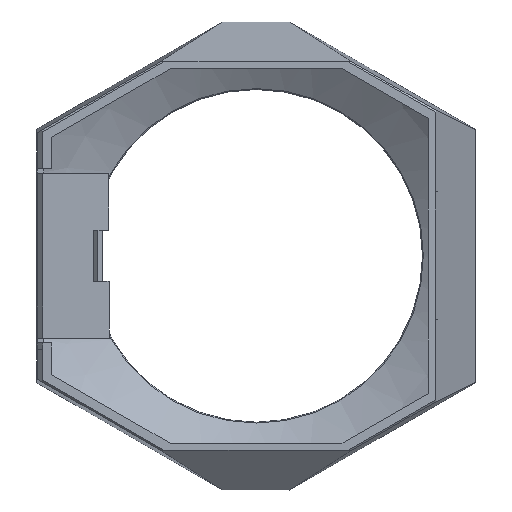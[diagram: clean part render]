
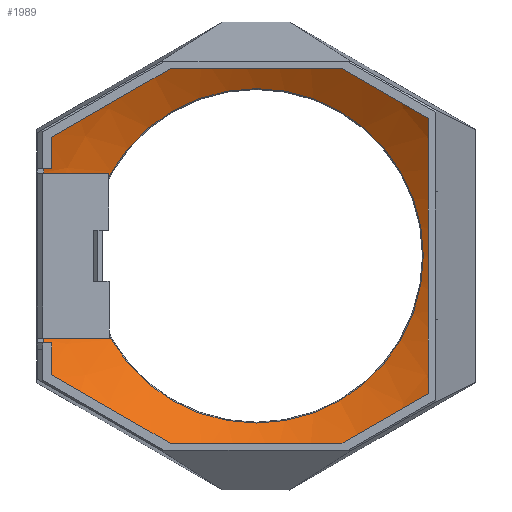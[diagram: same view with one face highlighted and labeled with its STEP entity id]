
A CAD part, front view. The second image highlights one B-rep face of the part: STEP entity #1989.
In plain terms, the highlighted spherical face has radius 115.1 mm.
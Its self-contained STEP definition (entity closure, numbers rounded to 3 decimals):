
#19=SPHERICAL_SURFACE('',#2115,115.1);
#655=FACE_OUTER_BOUND('',#762,.T.);
#762=EDGE_LOOP('',(#1461,#1462,#1463,#1464,#1465,#1466,#1467,#1468,#1469,
#1470,#1471,#1472,#1473));
#860=CIRCLE('',#2112,52.273);
#862=CIRCLE('',#2114,52.273);
#863=CIRCLE('',#2116,91.74);
#864=CIRCLE('',#2117,88.043);
#865=CIRCLE('',#2118,91.734);
#866=CIRCLE('',#2119,91.949);
#867=CIRCLE('',#2120,91.79);
#868=CIRCLE('',#2121,88.092);
#869=CIRCLE('',#2122,91.803);
#870=CIRCLE('',#2123,94.351);
#871=CIRCLE('',#2124,115.1);
#872=CIRCLE('',#2125,94.351);
#931=VERTEX_POINT('',#3375);
#932=VERTEX_POINT('',#3376);
#933=VERTEX_POINT('',#3381);
#934=VERTEX_POINT('',#3382);
#935=VERTEX_POINT('',#3384);
#936=VERTEX_POINT('',#3386);
#937=VERTEX_POINT('',#3388);
#938=VERTEX_POINT('',#3390);
#939=VERTEX_POINT('',#3392);
#940=VERTEX_POINT('',#3394);
#941=VERTEX_POINT('',#3396);
#1134=EDGE_CURVE('',#931,#932,#860,.T.);
#1136=EDGE_CURVE('',#932,#931,#862,.T.);
#1137=EDGE_CURVE('',#933,#934,#863,.F.);
#1138=EDGE_CURVE('',#935,#933,#864,.F.);
#1139=EDGE_CURVE('',#936,#935,#865,.F.);
#1140=EDGE_CURVE('',#937,#936,#866,.F.);
#1141=EDGE_CURVE('',#938,#937,#867,.F.);
#1142=EDGE_CURVE('',#939,#938,#868,.F.);
#1143=EDGE_CURVE('',#940,#939,#869,.F.);
#1144=EDGE_CURVE('',#941,#940,#870,.T.);
#1145=EDGE_CURVE('',#941,#931,#871,.T.);
#1146=EDGE_CURVE('',#934,#941,#872,.T.);
#1461=ORIENTED_EDGE('',*,*,#1137,.F.);
#1462=ORIENTED_EDGE('',*,*,#1138,.F.);
#1463=ORIENTED_EDGE('',*,*,#1139,.F.);
#1464=ORIENTED_EDGE('',*,*,#1140,.F.);
#1465=ORIENTED_EDGE('',*,*,#1141,.F.);
#1466=ORIENTED_EDGE('',*,*,#1142,.F.);
#1467=ORIENTED_EDGE('',*,*,#1143,.F.);
#1468=ORIENTED_EDGE('',*,*,#1144,.F.);
#1469=ORIENTED_EDGE('',*,*,#1145,.T.);
#1470=ORIENTED_EDGE('',*,*,#1136,.F.);
#1471=ORIENTED_EDGE('',*,*,#1134,.F.);
#1472=ORIENTED_EDGE('',*,*,#1145,.F.);
#1473=ORIENTED_EDGE('',*,*,#1146,.F.);
#1989=ADVANCED_FACE('',(#655),#19,.F.);
#2112=AXIS2_PLACEMENT_3D('',#3377,#2306,#2307);
#2114=AXIS2_PLACEMENT_3D('',#3379,#2310,#2311);
#2115=AXIS2_PLACEMENT_3D('',#3380,#2312,#2313);
#2116=AXIS2_PLACEMENT_3D('',#3383,#2314,#2315);
#2117=AXIS2_PLACEMENT_3D('',#3385,#2316,#2317);
#2118=AXIS2_PLACEMENT_3D('',#3387,#2318,#2319);
#2119=AXIS2_PLACEMENT_3D('',#3389,#2320,#2321);
#2120=AXIS2_PLACEMENT_3D('',#3391,#2322,#2323);
#2121=AXIS2_PLACEMENT_3D('',#3393,#2324,#2325);
#2122=AXIS2_PLACEMENT_3D('',#3395,#2326,#2327);
#2123=AXIS2_PLACEMENT_3D('',#3397,#2328,#2329);
#2124=AXIS2_PLACEMENT_3D('',#3398,#2330,#2331);
#2125=AXIS2_PLACEMENT_3D('',#3399,#2332,#2333);
#2306=DIRECTION('center_axis',(0.,-1.,0.));
#2307=DIRECTION('ref_axis',(1.,0.,0.));
#2310=DIRECTION('center_axis',(0.,-1.,0.));
#2311=DIRECTION('ref_axis',(1.,0.,0.));
#2312=DIRECTION('center_axis',(0.,1.,0.));
#2313=DIRECTION('ref_axis',(1.,0.,0.));
#2314=DIRECTION('center_axis',(-0.5,0.035,-0.865));
#2315=DIRECTION('ref_axis',(0.,-0.999,-0.04));
#2316=DIRECTION('center_axis',(0.,0.036,
-0.999));
#2317=DIRECTION('ref_axis',(0.,-0.999,-0.036));
#2318=DIRECTION('center_axis',(0.5,0.035,-0.865));
#2319=DIRECTION('ref_axis',(0.,-0.999,-0.04));
#2320=DIRECTION('center_axis',(0.999,0.032,0.));
#2321=DIRECTION('ref_axis',(0.,0.,1.));
#2322=DIRECTION('center_axis',(0.5,0.035,0.865));
#2323=DIRECTION('ref_axis',(0.,0.999,-0.04));
#2324=DIRECTION('center_axis',(0.,0.036,0.999));
#2325=DIRECTION('ref_axis',(0.,0.999,-0.036));
#2326=DIRECTION('center_axis',(-0.5,0.035,0.865));
#2327=DIRECTION('ref_axis',(0.,0.999,-0.04));
#2328=DIRECTION('center_axis',(1.,0.008,0.));
#2329=DIRECTION('ref_axis',(0.008,-1.,0.));
#2330=DIRECTION('center_axis',(0.,0.,
-1.));
#2331=DIRECTION('ref_axis',(-1.,0.,0.));
#2332=DIRECTION('center_axis',(1.,0.008,0.));
#2333=DIRECTION('ref_axis',(0.008,-1.,0.));
#3375=CARTESIAN_POINT('',(-52.273,12.547,0.));
#3376=CARTESIAN_POINT('',(0.,12.547,-52.273));
#3377=CARTESIAN_POINT('Origin',(0.,12.547,0.));
#3379=CARTESIAN_POINT('Origin',(0.,12.547,0.));
#3380=CARTESIAN_POINT('Origin',(0.,-89.999,
0.));
#3381=CARTESIAN_POINT('',(-9.869,0.067,-70.984));
#3382=CARTESIAN_POINT('',(-66.56,-4.32,-38.43));
#3383=CARTESIAN_POINT('Origin',(-34.734,-87.573,-60.162));
#3384=CARTESIAN_POINT('',(9.882,0.065,-70.985));
#3385=CARTESIAN_POINT('Origin',(-0.003,-87.365,-74.092));
#3386=CARTESIAN_POINT('',(66.518,-4.301,-38.462));
#3387=CARTESIAN_POINT('Origin',(34.738,-87.572,-60.169));
#3388=CARTESIAN_POINT('',(66.531,-4.263,38.355));
#3389=CARTESIAN_POINT('Origin',(69.199,-87.782,-0.013));
#3390=CARTESIAN_POINT('',(9.887,0.145,70.883));
#3391=CARTESIAN_POINT('Origin',(34.704,-87.567,60.103));
#3392=CARTESIAN_POINT('',(-9.869,0.145,70.885));
#3393=CARTESIAN_POINT('Origin',(0.009,-87.334,74.032));
#3394=CARTESIAN_POINT('',(-66.593,-4.293,38.315));
#3395=CARTESIAN_POINT('Origin',(-34.693,-87.576,60.09));
#3396=CARTESIAN_POINT('',(-66.638,3.849,0.));
#3397=CARTESIAN_POINT('Origin',(-65.921,-90.5,-0.027));
#3398=CARTESIAN_POINT('Origin',(0.,-89.999,
0.));
#3399=CARTESIAN_POINT('Origin',(-65.921,-90.5,-0.027));
